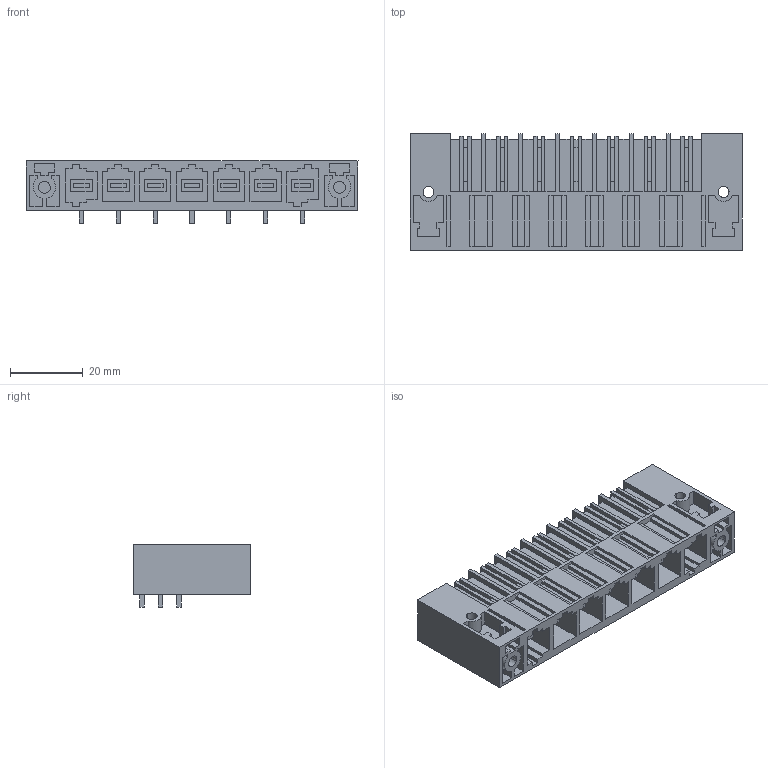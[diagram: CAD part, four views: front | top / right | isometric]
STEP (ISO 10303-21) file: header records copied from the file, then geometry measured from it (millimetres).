
FILE_DESCRIPTION(('CATIA V5 STEP Exchange','CAx-IF Rec.Pracs.--- Model Styling and Organization---1.2---2011-12-15'),'2;1');
FILE_NAME ('D1456681_0_1813620000_1813620000.stp','2018-03-07T10:26:36+00:00',('none'),('Weidmueller'),'CATIA Version 5-6 Release 2014','CATIA V5 STEP AP214','none');
FILE_SCHEMA(('AUTOMOTIVE_DESIGN { 1 0 10303 214 1 1 1 1 }'));
Length unit declared in the file: millimetre
Products named in the file (1): 1813620000
Bounding box: 91.44 x 32 x 17.1 mm (x, y, z)
Volume: 22615.7 mm3; surface area: 25386.1 mm2
Topology: 8 solids, 8 shells, 898 faces, 2593 edges, 1746 vertices
Faces by surface type: plane 834, cylinder 64
Entity records: 28145 total; most frequent: ORIENTED_EDGE 5186, CARTESIAN_POINT 4927, DIRECTION 3741, EDGE_CURVE 2593, VECTOR 2455, LINE 2455, VERTEX_POINT 1746, EDGE_LOOP 963
